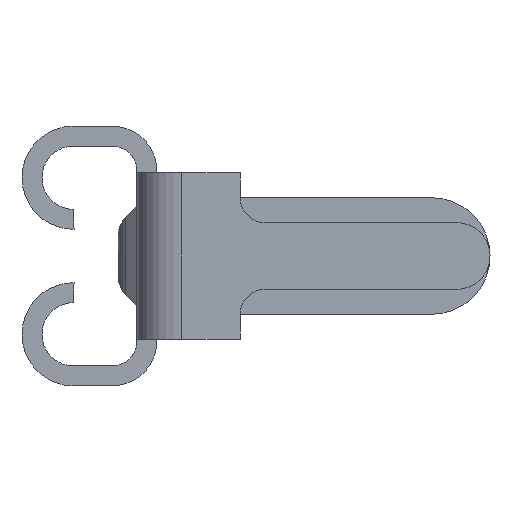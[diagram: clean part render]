
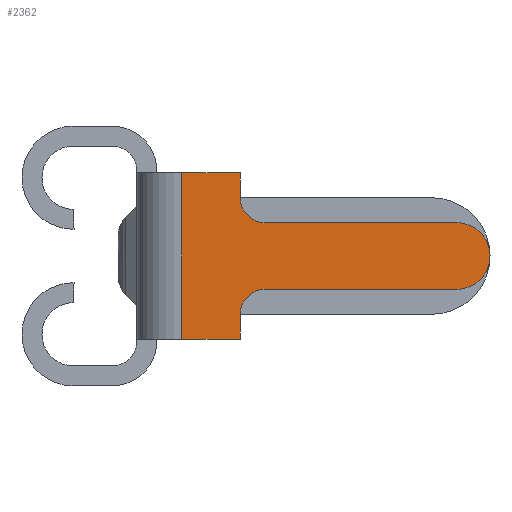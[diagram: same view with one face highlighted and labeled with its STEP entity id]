
A CAD part, left-side view. The second image highlights one B-rep face of the part: STEP entity #2362.
In plain terms, the highlighted planar face has unit normal (-1, 0, 0).
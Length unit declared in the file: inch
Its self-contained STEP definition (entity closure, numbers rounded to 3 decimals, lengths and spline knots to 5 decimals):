
#261 = LINE ( 'NONE', #405, #400 ) ;
#282 = CIRCLE ( 'NONE', #499, 0.015 ) ;
#400 = VECTOR ( 'NONE', #494, 39.37008 ) ;
#405 = CARTESIAN_POINT ( 'NONE',  ( -0.412, 0.02, 0.03 ) ) ;
#494 = DIRECTION ( 'NONE',  ( 0., 1., 0. ) ) ;
#499 = AXIS2_PLACEMENT_3D ( 'NONE', #615, #899, #845 ) ;
#518 = CARTESIAN_POINT ( 'NONE',  ( -0.412, 0.185, 0.1 ) ) ;
#615 = CARTESIAN_POINT ( 'NONE',  ( -0.412, 0.135, 0.085 ) ) ;
#709 = CARTESIAN_POINT ( 'NONE',  ( -0.412, 0.135, 0.03 ) ) ;
#710 = CARTESIAN_POINT ( 'NONE',  ( -0.412, 0.15, 0.1 ) ) ;
#745 = DIRECTION ( 'NONE',  ( 0., 0., 1. ) ) ;
#746 = CARTESIAN_POINT ( 'NONE',  ( -0.412, 0.185, 0. ) ) ;
#747 = LINE ( 'NONE', #746, #779 ) ;
#749 = CARTESIAN_POINT ( 'NONE',  ( -0.412, 0.15, 0. ) ) ;
#750 = DIRECTION ( 'NONE',  ( 0., 0., -1. ) ) ;
#751 = DIRECTION ( 'NONE',  ( 1., 0., 0. ) ) ;
#752 = CARTESIAN_POINT ( 'NONE',  ( -0.412, 0.185, 0.1 ) ) ;
#753 = AXIS2_PLACEMENT_3D ( 'NONE', #752, #751, #750 ) ;
#755 = PLANE ( 'NONE',  #753 ) ;
#756 = DIRECTION ( 'NONE',  ( -1., 0., 0. ) ) ;
#758 = DIRECTION ( 'NONE',  ( 0., 0., 1. ) ) ;
#762 = CARTESIAN_POINT ( 'NONE',  ( -0.412, 0.02, 0.05 ) ) ;
#771 = CARTESIAN_POINT ( 'NONE',  ( -0.412, 0.02, 0.03 ) ) ;
#772 = DIRECTION ( 'NONE',  ( 1., 0., 0. ) ) ;
#773 = CIRCLE ( 'NONE', #804, 0.02 ) ;
#778 = DIRECTION ( 'NONE',  ( 0., -1., 0. ) ) ;
#779 = VECTOR ( 'NONE', #778, 39.37008 ) ;
#785 = FACE_OUTER_BOUND ( 'NONE', #2388, .T. ) ;
#786 = DIRECTION ( 'NONE',  ( 0., 0., -1. ) ) ;
#787 = VECTOR ( 'NONE', #786, 39.37008 ) ;
#788 = CARTESIAN_POINT ( 'NONE',  ( -0.412, 0.185, 0.1 ) ) ;
#789 = LINE ( 'NONE', #788, #787 ) ;
#792 = CARTESIAN_POINT ( 'NONE',  ( -0.412, 0.15, 0.085 ) ) ;
#797 = DIRECTION ( 'NONE',  ( 0., -1., 0. ) ) ;
#798 = VECTOR ( 'NONE', #797, 39.37008 ) ;
#799 = CARTESIAN_POINT ( 'NONE',  ( -0.412, 0.02, 0.07 ) ) ;
#800 = LINE ( 'NONE', #799, #798 ) ;
#804 = AXIS2_PLACEMENT_3D ( 'NONE', #762, #772, #758 ) ;
#811 = CARTESIAN_POINT ( 'NONE',  ( -0.412, 0.185, 0. ) ) ;
#812 = CARTESIAN_POINT ( 'NONE',  ( -0.412, 0.135, 0.015 ) ) ;
#819 = AXIS2_PLACEMENT_3D ( 'NONE', #812, #756, #745 ) ;
#820 = DIRECTION ( 'NONE',  ( 0., -1., 0. ) ) ;
#821 = VECTOR ( 'NONE', #820, 39.37008 ) ;
#822 = CARTESIAN_POINT ( 'NONE',  ( -0.412, 0.185, 0.1 ) ) ;
#823 = LINE ( 'NONE', #822, #821 ) ;
#826 = CIRCLE ( 'NONE', #819, 0.015 ) ;
#833 = CARTESIAN_POINT ( 'NONE',  ( -0.412, 0.135, 0.07 ) ) ;
#845 = DIRECTION ( 'NONE',  ( 0., 0., -1. ) ) ;
#852 = DIRECTION ( 'NONE',  ( 0., 0., -1. ) ) ;
#853 = VECTOR ( 'NONE', #852, 39.37008 ) ;
#854 = CARTESIAN_POINT ( 'NONE',  ( -0.412, 0.15, 0.1 ) ) ;
#855 = LINE ( 'NONE', #854, #853 ) ;
#860 = VECTOR ( 'NONE', #880, 39.37008 ) ;
#861 = CARTESIAN_POINT ( 'NONE',  ( -0.412, 0.15, 0.015 ) ) ;
#880 = DIRECTION ( 'NONE',  ( 0., 0., -1. ) ) ;
#881 = CARTESIAN_POINT ( 'NONE',  ( -0.412, 0.02, 0.07 ) ) ;
#895 = CARTESIAN_POINT ( 'NONE',  ( -0.412, 0.15, 0. ) ) ;
#896 = LINE ( 'NONE', #895, #860 ) ;
#899 = DIRECTION ( 'NONE',  ( -1., 0., 0. ) ) ;
#2209 = VERTEX_POINT ( 'NONE', #518 ) ;
#2322 = VERTEX_POINT ( 'NONE', #710 ) ;
#2323 = VERTEX_POINT ( 'NONE', #709 ) ;
#2325 = EDGE_CURVE ( 'NONE', #2326, #2323, #261, .T. ) ;
#2326 = VERTEX_POINT ( 'NONE', #771 ) ;
#2327 = EDGE_CURVE ( 'NONE', #2323, #2374, #826, .T. ) ;
#2328 = ORIENTED_EDGE ( 'NONE', *, *, #2372, .F. ) ;
#2329 = EDGE_CURVE ( 'NONE', #2376, #2326, #773, .T. ) ;
#2334 = EDGE_CURVE ( 'NONE', #2342, #2348, #747, .T. ) ;
#2339 = ORIENTED_EDGE ( 'NONE', *, *, #2340, .F. ) ;
#2340 = EDGE_CURVE ( 'NONE', #2209, #2322, #823, .T. ) ;
#2341 = ORIENTED_EDGE ( 'NONE', *, *, #2359, .T. ) ;
#2342 = VERTEX_POINT ( 'NONE', #811 ) ;
#2348 = VERTEX_POINT ( 'NONE', #749 ) ;
#2358 = ORIENTED_EDGE ( 'NONE', *, *, #2325, .F. ) ;
#2359 = EDGE_CURVE ( 'NONE', #2209, #2342, #789, .T. ) ;
#2361 = ORIENTED_EDGE ( 'NONE', *, *, #2327, .F. ) ;
#2362 = ADVANCED_FACE ( 'NONE', ( #785 ), #755, .F. ) ;
#2363 = ORIENTED_EDGE ( 'NONE', *, *, #2334, .T. ) ;
#2364 = ORIENTED_EDGE ( 'NONE', *, *, #2375, .F. ) ;
#2366 = ORIENTED_EDGE ( 'NONE', *, *, #2385, .F. ) ;
#2367 = ORIENTED_EDGE ( 'NONE', *, *, #2368, .F. ) ;
#2368 = EDGE_CURVE ( 'NONE', #2395, #2376, #800, .T. ) ;
#2370 = VERTEX_POINT ( 'NONE', #792 ) ;
#2372 = EDGE_CURVE ( 'NONE', #2370, #2395, #282, .T. ) ;
#2374 = VERTEX_POINT ( 'NONE', #861 ) ;
#2375 = EDGE_CURVE ( 'NONE', #2374, #2348, #896, .T. ) ;
#2376 = VERTEX_POINT ( 'NONE', #881 ) ;
#2377 = ORIENTED_EDGE ( 'NONE', *, *, #2329, .F. ) ;
#2385 = EDGE_CURVE ( 'NONE', #2322, #2370, #855, .T. ) ;
#2388 = EDGE_LOOP ( 'NONE', ( #2363, #2364, #2361, #2358, #2377, #2367, #2328, #2366, #2339, #2341 ) ) ;
#2395 = VERTEX_POINT ( 'NONE', #833 ) ;
